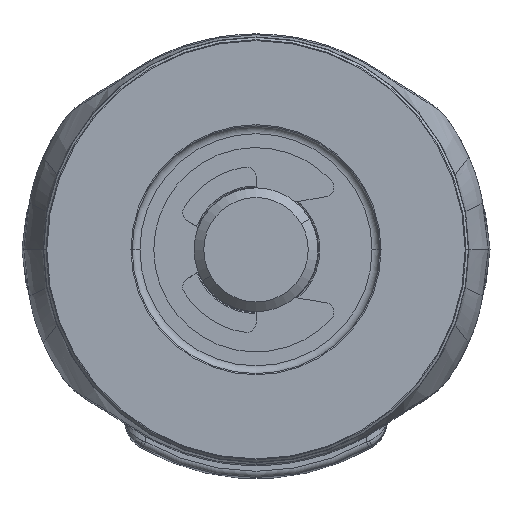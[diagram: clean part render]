
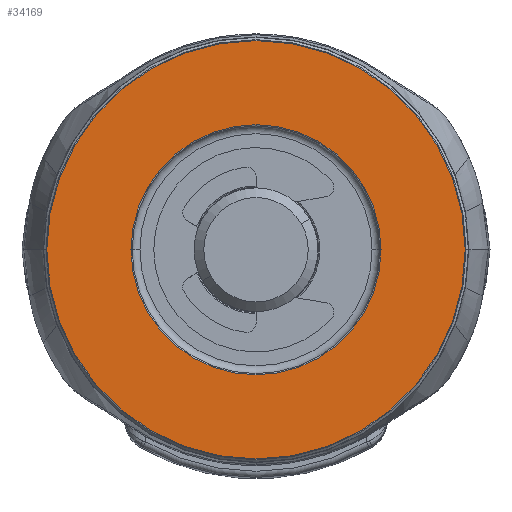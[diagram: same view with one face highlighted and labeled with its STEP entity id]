
A CAD part, front view. The second image highlights one B-rep face of the part: STEP entity #34169.
In plain terms, the highlighted planar face has unit normal (0, -1, 0).
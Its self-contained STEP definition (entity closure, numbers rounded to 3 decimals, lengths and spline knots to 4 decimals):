
#6732=CARTESIAN_POINT('',(0.,-0.7979,0.));
#6733=DIRECTION('',(0.,-1.,0.));
#6734=DIRECTION('',(1.,0.,0.));
#6735=AXIS2_PLACEMENT_3D('',#6732,#6733,#6734);
#6740=CARTESIAN_POINT('',(0.,-0.7979,0.));
#6741=DIRECTION('',(0.,-1.,0.));
#6742=DIRECTION('',(-1.,0.,0.));
#6743=AXIS2_PLACEMENT_3D('',#6740,#6741,#6742);
#6748=CARTESIAN_POINT('',(0.,-0.7979,0.));
#6749=DIRECTION('',(0.,1.,0.));
#6750=DIRECTION('',(1.,0.,0.));
#6751=AXIS2_PLACEMENT_3D('',#6748,#6749,#6750);
#6756=CARTESIAN_POINT('',(0.,-0.7979,0.));
#6757=DIRECTION('',(0.,1.,0.));
#6758=DIRECTION('',(-1.,0.,0.));
#6759=AXIS2_PLACEMENT_3D('',#6756,#6757,#6758);
#21874=CARTESIAN_POINT('',(0.7953,-0.7979,0.));
#21875=CARTESIAN_POINT('',(-0.7953,-0.7979,0.));
#21876=VERTEX_POINT('',#21874);
#21877=VERTEX_POINT('',#21875);
#21902=CARTESIAN_POINT('',(1.3304,-0.7979,
0.));
#21903=CARTESIAN_POINT('',(-1.3304,-0.7979,
0.));
#21904=VERTEX_POINT('',#21902);
#21905=VERTEX_POINT('',#21903);
#34153=CARTESIAN_POINT('',(0.,-0.7979,0.));
#34154=DIRECTION('',(0.,-1.,0.));
#34155=DIRECTION('',(-1.,0.,0.));
#34156=AXIS2_PLACEMENT_3D('',#34153,#34154,#34155);
#34157=PLANE('',#34156);
#34158=ORIENTED_EDGE('',*,*,#34131,.F.);
#34160=ORIENTED_EDGE('',*,*,#34159,.F.);
#34161=EDGE_LOOP('',(#34158,#34160));
#34162=FACE_OUTER_BOUND('',#34161,.F.);
#34164=ORIENTED_EDGE('',*,*,#34163,.F.);
#34166=ORIENTED_EDGE('',*,*,#34165,.F.);
#34167=EDGE_LOOP('',(#34164,#34166));
#34168=FACE_BOUND('',#34167,.F.);
#6736=CIRCLE('',#6735,1.3304);
#6744=CIRCLE('',#6743,1.3304);
#6752=CIRCLE('',#6751,0.7953);
#6760=CIRCLE('',#6759,0.7953);
#34131=EDGE_CURVE('',#21904,#21905,#6736,.T.);
#34159=EDGE_CURVE('',#21905,#21904,#6744,.T.);
#34163=EDGE_CURVE('',#21876,#21877,#6752,.T.);
#34165=EDGE_CURVE('',#21877,#21876,#6760,.T.);
#34169=ADVANCED_FACE('',(#34162,#34168),#34157,.T.);
